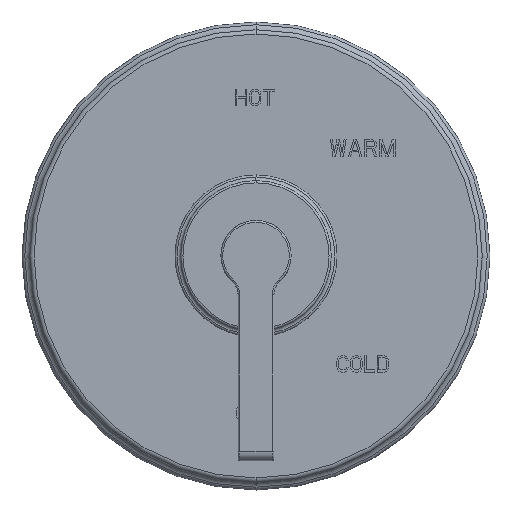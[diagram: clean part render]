
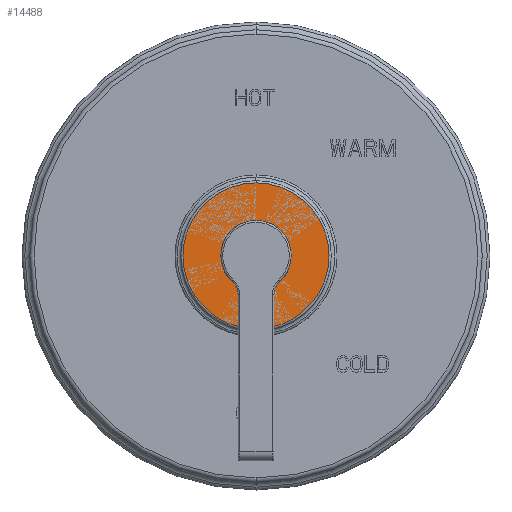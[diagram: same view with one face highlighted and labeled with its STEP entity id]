
A CAD part, top view. The second image highlights one B-rep face of the part: STEP entity #14488.
In plain terms, the highlighted face is planar.
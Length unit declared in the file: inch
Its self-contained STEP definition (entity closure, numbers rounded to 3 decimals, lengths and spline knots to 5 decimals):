
#14156=CARTESIAN_POINT('',(0.,0.35,0.));
#14157=DIRECTION('',(0.,1.,0.));
#14158=DIRECTION('',(1.,0.,0.));
#14159=AXIS2_PLACEMENT_3D('',#14156,#14157,#14158);
#14161=CARTESIAN_POINT('',(0.,0.35,0.));
#14162=DIRECTION('',(0.,1.,0.));
#14163=DIRECTION('',(-1.,0.,0.));
#14164=AXIS2_PLACEMENT_3D('',#14161,#14162,#14163);
#14166=CARTESIAN_POINT('',(0.,0.35,0.));
#14167=DIRECTION('',(0.,-1.,0.));
#14168=DIRECTION('',(-1.,0.,0.));
#14169=AXIS2_PLACEMENT_3D('',#14166,#14167,#14168);
#14171=CARTESIAN_POINT('',(0.,0.35,0.));
#14172=DIRECTION('',(0.,-1.,0.));
#14173=DIRECTION('',(1.,0.,0.));
#14174=AXIS2_PLACEMENT_3D('',#14171,#14172,#14173);
#14277=CARTESIAN_POINT('',(1.015,0.35,0.));
#14278=CARTESIAN_POINT('',(-1.015,0.35,0.));
#14279=VERTEX_POINT('',#14277);
#14280=VERTEX_POINT('',#14278);
#14305=CARTESIAN_POINT('',(-0.38,0.35,0.));
#14306=CARTESIAN_POINT('',(0.38,0.35,0.));
#14307=VERTEX_POINT('',#14305);
#14308=VERTEX_POINT('',#14306);
#14472=CARTESIAN_POINT('',(0.,0.35,0.));
#14473=DIRECTION('',(0.,-1.,0.));
#14474=DIRECTION('',(-1.,0.,0.));
#14475=AXIS2_PLACEMENT_3D('',#14472,#14473,#14474);
#14476=PLANE('',#14475);
#14478=ORIENTED_EDGE('',*,*,#14477,.F.);
#14479=ORIENTED_EDGE('',*,*,#14462,.F.);
#14480=EDGE_LOOP('',(#14478,#14479));
#14481=FACE_OUTER_BOUND('',#14480,.F.);
#14483=ORIENTED_EDGE('',*,*,#14482,.F.);
#14485=ORIENTED_EDGE('',*,*,#14484,.F.);
#14486=EDGE_LOOP('',(#14483,#14485));
#14487=FACE_BOUND('',#14486,.F.);
#14488=ADVANCED_FACE('',(#14481,#14487),#14476,.F.);
#14160=CIRCLE('',#14159,1.015);
#14165=CIRCLE('',#14164,1.015);
#14170=CIRCLE('',#14169,0.38);
#14175=CIRCLE('',#14174,0.38);
#14462=EDGE_CURVE('',#14280,#14279,#14165,.T.);
#14477=EDGE_CURVE('',#14279,#14280,#14160,.T.);
#14482=EDGE_CURVE('',#14307,#14308,#14170,.T.);
#14484=EDGE_CURVE('',#14308,#14307,#14175,.T.);
